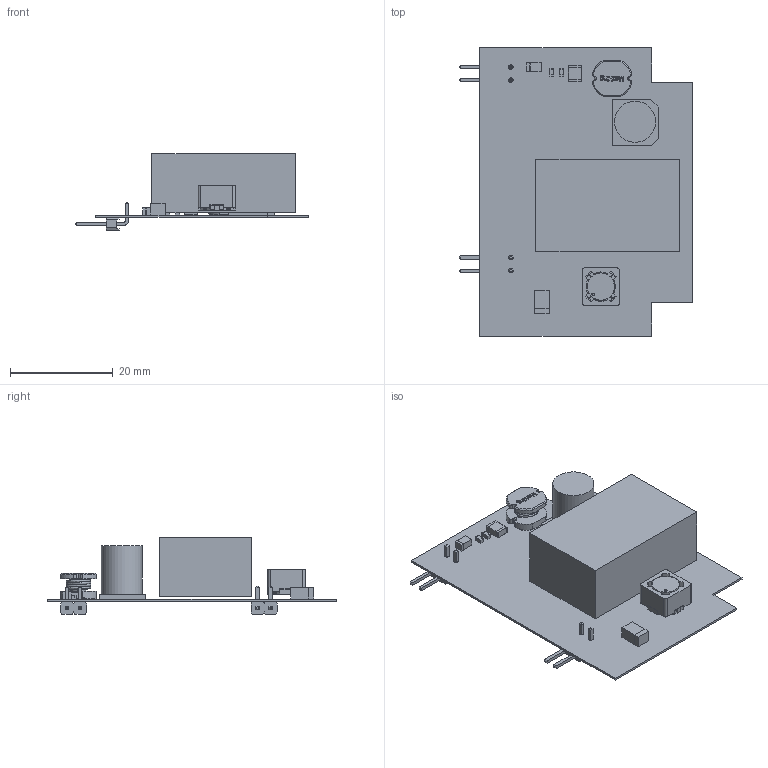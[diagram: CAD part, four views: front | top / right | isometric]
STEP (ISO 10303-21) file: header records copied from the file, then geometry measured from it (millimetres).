
FILE_DESCRIPTION(('Open CASCADE Model'),'2;1');
FILE_NAME('Open CASCADE Shape Model','2015-03-09T13:31:17',('Author'),( 'Open CASCADE'),'Open CASCADE STEP processor 6.5','Open CASCADE 6.5' ,'Unknown');
FILE_SCHEMA(('AUTOMOTIVE_DESIGN { 1 0 10303 214 1 1 1 1 }'));
Length unit declared in the file: millimetre
Products named in the file (47): PCB; Board; C7; WE-CBF_0603_CBF; Lötende; base; C6; L2; WE-SCC_7345; Pin; Deckel; Kern; Pin_2; U6; 1281007296; Extruded; JP7; 61300211021; 6130xx11021_PIN; JP3; D3; 1581495104; 1581495232; D1; 1264224832; 1264224576; C5; WE-CBF_1210_CBF; 7427923; C17; 1579132184; Cylinder; 1695835056; L1; WE-PD2_7850_2; 74477510; Lötplatte
Assembly tree (53 placements, depth 4):
  PCB
    Board
    C7
      WE-CBF_0603_CBF
        Lötende  x2
        base
    C6
      WE-CBF_0603_CBF
        Lötende  x2
        base
    L2
      WE-SCC_7345
        Pin  x2
        Deckel
        Kern
        Kern
        Kern
        Pin_2  x2
    U6
      1281007296
        Extruded
    JP7
      61300211021
        61300211021
        6130xx11021_PIN  x2
    JP3
      61300211021
        61300211021
        6130xx11021_PIN  x2
    D3
      1581495104
        Extruded
      1581495232
        Extruded
    D1
      1264224832
        Extruded
      1264224576
        Extruded
    C5
      WE-CBF_1210_CBF
        Lötende  x2
        7427923
    C17
      1579132184
        Cylinder
      1695835056
        Extruded
    L1
      WE-PD2_7850_2
        74477510
        Lötplatte
        Lötplatte
Bounding box: 45.46 x 56.2 x 14.98 mm (x, y, z)
Volume: 7733.1 mm3; surface area: 8694.8 mm2
Topology: 34 solids, 34 shells, 808 faces, 2058 edges, 1304 vertices
Faces by surface type: plane 541, cylinder 196, sphere 24, bspline 20, extrusion 16, torus 7, cone 4
Full cylindrical faces by diameter (mm): 0.427 x2, 0.443 x2, 0.5 x1, 0.9 x4, 2.75 x1, 2.9 x1, 5.3 x2, 8 x1
Entity records: 54571 total; most frequent: CARTESIAN_POINT 22245, DIRECTION 4941, ORIENTED_EDGE 3052, PCURVE 3052, DEFINITIONAL_REPRESENTATION 3052, VECTOR 2914, LINE 2898, EDGE_CURVE 1526
